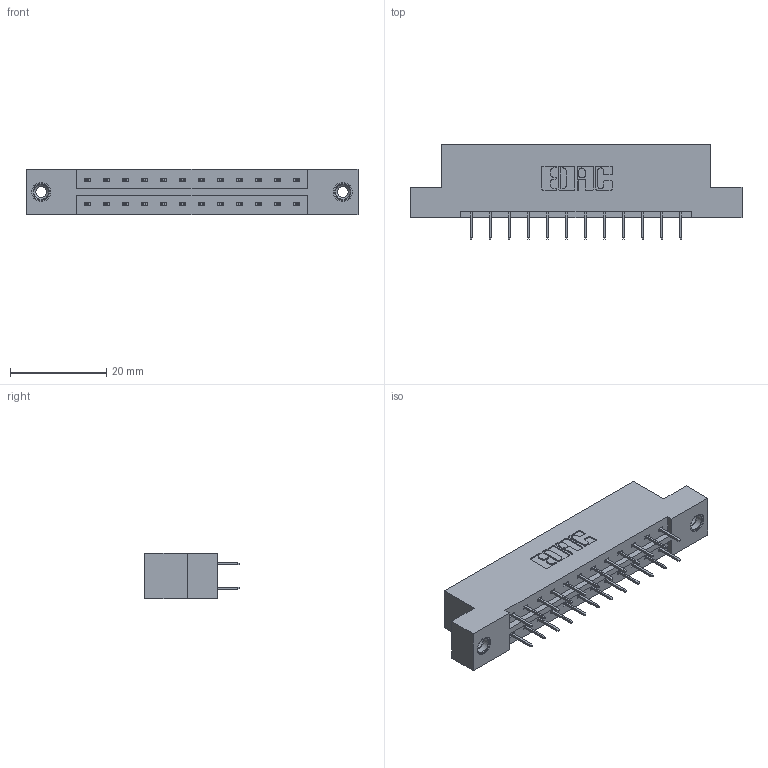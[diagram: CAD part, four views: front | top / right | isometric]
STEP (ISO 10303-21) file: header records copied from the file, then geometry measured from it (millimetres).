
FILE_DESCRIPTION (( 'STEP AP203' ), '1' );
FILE_NAME ('333-024-524-208.STEP', '2018-08-02T04:36:39', ( '' ), ( '' ), 'SwSTEP 2.0', 'SolidWorks 2016', '' );
FILE_SCHEMA (( 'CONFIG_CONTROL_DESIGN' ));
Length unit declared in the file: inch
Products named in the file (4): 333 Part_Flush - .156 Dia - TI; 345-292-001_345-293-124; 345-250-001_345-250-003-102; 333-024-524-208
Assembly tree (27 placements, depth 2):
  333-024-524-208
    333 Part_Flush - .156 Dia - TI
    345-292-001_345-293-124  x24
    345-250-001_345-250-003-102  x2
Bounding box: 69.09 x 19.69 x 9.4 mm (x, y, z)
Volume: 6730.1 mm3; surface area: 7547 mm2
Topology: 27 solids, 27 shells, 1518 faces, 4263 edges, 2738 vertices
Faces by surface type: plane 1110, cylinder 392, cone 12, torus 4
Entity records: 12860 total; most frequent: CARTESIAN_POINT 2149, ORIENTED_EDGE 2078, DIRECTION 1921, EDGE_CURVE 1039, VECTOR 895, LINE 895, VERTEX_POINT 684, AXIS2_PLACEMENT_3D 513
